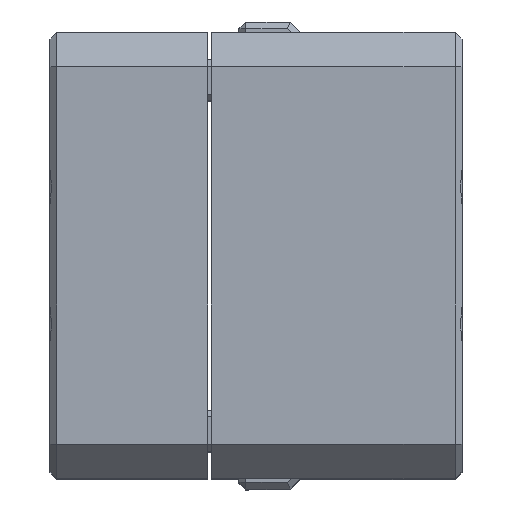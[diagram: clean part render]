
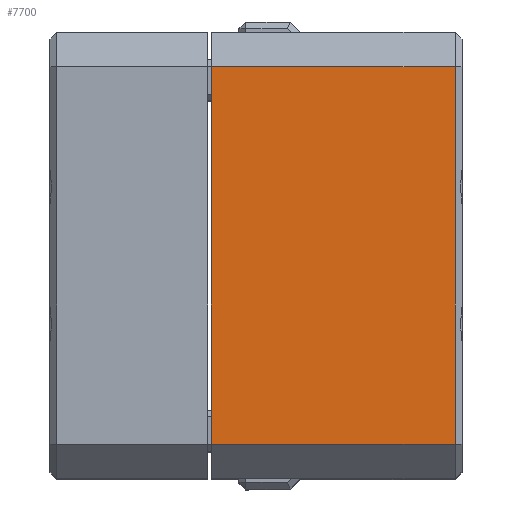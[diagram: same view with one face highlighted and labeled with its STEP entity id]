
A CAD part, top view. The second image highlights one B-rep face of the part: STEP entity #7700.
In plain terms, the highlighted planar face has unit normal (0, 0, 1).
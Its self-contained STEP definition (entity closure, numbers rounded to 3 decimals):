
#480=PLANE('',#8169);
#838=FACE_OUTER_BOUND('',#1304,.T.);
#1304=EDGE_LOOP('',(#6501,#6502,#6503,#6504));
#1820=LINE('',#14151,#2602);
#1895=LINE('',#14363,#2677);
#1958=LINE('',#14519,#2740);
#1968=LINE('',#14539,#2750);
#2602=VECTOR('',#8983,10.);
#2677=VECTOR('',#9164,10.);
#2740=VECTOR('',#9315,10.);
#2750=VECTOR('',#9345,10.);
#3553=VERTEX_POINT('',#14148);
#3554=VERTEX_POINT('',#14150);
#3628=VERTEX_POINT('',#14360);
#3629=VERTEX_POINT('',#14362);
#4430=EDGE_CURVE('',#3553,#3554,#1820,.T.);
#4531=EDGE_CURVE('',#3628,#3629,#1895,.T.);
#4612=EDGE_CURVE('',#3554,#3628,#1958,.T.);
#4622=EDGE_CURVE('',#3629,#3553,#1968,.T.);
#6501=ORIENTED_EDGE('',*,*,#4622,.F.);
#6502=ORIENTED_EDGE('',*,*,#4531,.F.);
#6503=ORIENTED_EDGE('',*,*,#4612,.F.);
#6504=ORIENTED_EDGE('',*,*,#4430,.F.);
#7700=ADVANCED_FACE('',(#838),#480,.T.);
#8169=AXIS2_PLACEMENT_3D('',#14663,#9477,#9478);
#8983=DIRECTION('',(0.,-1.,0.));
#9164=DIRECTION('',(0.,1.,0.));
#9315=DIRECTION('',(-1.,0.,0.));
#9345=DIRECTION('',(1.,0.,0.));
#9477=DIRECTION('center_axis',(0.,0.,1.));
#9478=DIRECTION('ref_axis',(1.,0.,0.));
#14148=CARTESIAN_POINT('',(36.658,24.,44.877));
#14150=CARTESIAN_POINT('',(36.658,2.,44.877));
#14151=CARTESIAN_POINT('',(36.658,0.,44.877));
#14360=CARTESIAN_POINT('',(22.458,2.,44.877));
#14362=CARTESIAN_POINT('',(22.458,24.,44.877));
#14363=CARTESIAN_POINT('',(22.458,6.5,44.877));
#14519=CARTESIAN_POINT('',(19.058,2.,44.877));
#14539=CARTESIAN_POINT('',(19.058,24.,44.877));
#14663=CARTESIAN_POINT('Origin',(13.058,0.,44.877));
